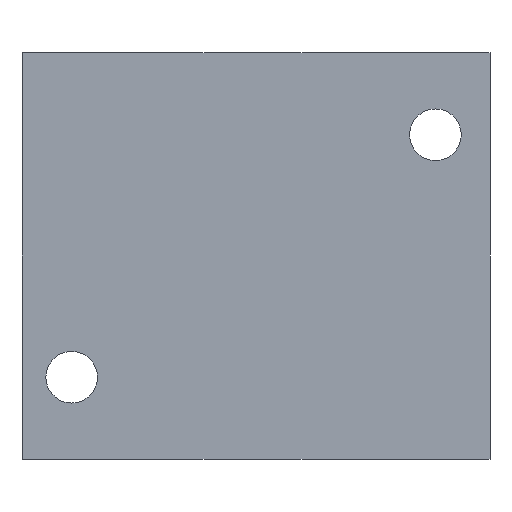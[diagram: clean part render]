
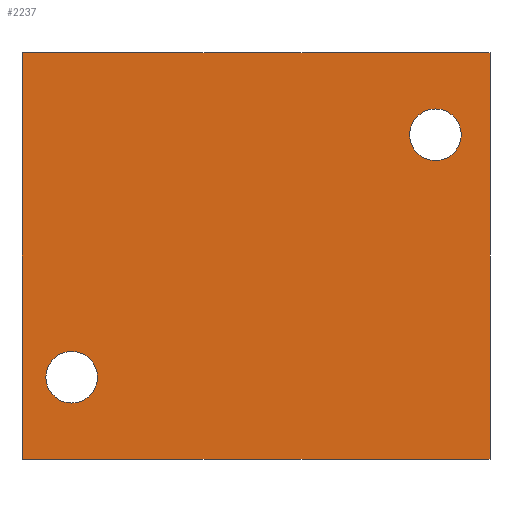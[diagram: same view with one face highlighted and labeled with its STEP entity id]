
A CAD part, front view. The second image highlights one B-rep face of the part: STEP entity #2237.
In plain terms, the highlighted planar face has unit normal (0, -1, 0).
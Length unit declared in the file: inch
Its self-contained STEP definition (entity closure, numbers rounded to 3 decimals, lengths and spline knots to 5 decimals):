
#3 = LINE ( 'NONE', #2921, #4927 ) ;
#11 = DIRECTION ( 'NONE',  ( 0., 0., -1. ) ) ;
#38 = ORIENTED_EDGE ( 'NONE', *, *, #2050, .F. ) ;
#111 = CARTESIAN_POINT ( 'NONE',  ( -1.1811, -1.1811, -0.9549 ) ) ;
#160 = CIRCLE ( 'NONE', #3039, 0.1675 ) ;
#167 = EDGE_CURVE ( 'NONE', #3535, #2308, #160, .T. ) ;
#180 = EDGE_CURVE ( 'NONE', #5179, #1489, #3965, .T. ) ;
#226 = CARTESIAN_POINT ( 'NONE',  ( 1.5354, -1.1811, 1.319 ) ) ;
#233 = EDGE_CURVE ( 'NONE', #1653, #2776, #3, .T. ) ;
#321 = CARTESIAN_POINT ( 'NONE',  ( 0., -1.1811, 1.319 ) ) ;
#397 = ORIENTED_EDGE ( 'NONE', *, *, #180, .T. ) ;
#812 = CARTESIAN_POINT ( 'NONE',  ( 1.1811, -1.1811, 0.9549 ) ) ;
#927 = AXIS2_PLACEMENT_3D ( 'NONE', #4358, #4324, #1064 ) ;
#1028 = DIRECTION ( 'NONE',  ( 0., 0., 1. ) ) ;
#1064 = DIRECTION ( 'NONE',  ( 0., 0., 1. ) ) ;
#1075 = FACE_BOUND ( 'NONE', #4969, .T. ) ;
#1078 = EDGE_CURVE ( 'NONE', #4534, #4356, #3234, .T. ) ;
#1110 = ORIENTED_EDGE ( 'NONE', *, *, #233, .F. ) ;
#1117 = DIRECTION ( 'NONE',  ( 0., 1., 0. ) ) ;
#1202 = DIRECTION ( 'NONE',  ( -1., 0., 0. ) ) ;
#1432 = CARTESIAN_POINT ( 'NONE',  ( -1.1811, -1.1811, -0.6199 ) ) ;
#1489 = VERTEX_POINT ( 'NONE', #3110 ) ;
#1605 = VECTOR ( 'NONE', #2112, 39.37008 ) ;
#1653 = VERTEX_POINT ( 'NONE', #4401 ) ;
#1816 = CARTESIAN_POINT ( 'NONE',  ( -1.5035, -1.1811, -1.319 ) ) ;
#1895 = CARTESIAN_POINT ( 'NONE',  ( 0., -1.1811, 1.319 ) ) ;
#1909 = EDGE_CURVE ( 'NONE', #1653, #5179, #3258, .T. ) ;
#1918 = EDGE_CURVE ( 'NONE', #4356, #4534, #4166, .T. ) ;
#1920 = FACE_OUTER_BOUND ( 'NONE', #2373, .T. ) ;
#1927 = DIRECTION ( 'NONE',  ( -1., 0., 0. ) ) ;
#2050 = EDGE_CURVE ( 'NONE', #2776, #1489, #3046, .T. ) ;
#2112 = DIRECTION ( 'NONE',  ( 0., 0., 1. ) ) ;
#2237 = ADVANCED_FACE ( 'NONE', ( #1075, #4019, #1920 ), #2698, .F. ) ;
#2308 = VERTEX_POINT ( 'NONE', #812 ) ;
#2373 = EDGE_LOOP ( 'NONE', ( #38, #1110, #3886, #397 ) ) ;
#2517 = DIRECTION ( 'NONE',  ( 0., 0., 1. ) ) ;
#2623 = AXIS2_PLACEMENT_3D ( 'NONE', #3757, #3683, #2517 ) ;
#2698 = PLANE ( 'NONE',  #2890 ) ;
#2739 = DIRECTION ( 'NONE',  ( 0., 0., -1. ) ) ;
#2776 = VERTEX_POINT ( 'NONE', #4118 ) ;
#2800 = CARTESIAN_POINT ( 'NONE',  ( 1.1811, -1.1811, 0.7874 ) ) ;
#2890 = AXIS2_PLACEMENT_3D ( 'NONE', #1895, #5226, #5192 ) ;
#2921 = CARTESIAN_POINT ( 'NONE',  ( 0., -1.1811, -1.319 ) ) ;
#3039 = AXIS2_PLACEMENT_3D ( 'NONE', #4779, #1117, #2739 ) ;
#3046 = LINE ( 'NONE', #1816, #4078 ) ;
#3075 = ORIENTED_EDGE ( 'NONE', *, *, #167, .T. ) ;
#3110 = CARTESIAN_POINT ( 'NONE',  ( -1.5035, -1.1811, 1.319 ) ) ;
#3234 = CIRCLE ( 'NONE', #927, 0.1675 ) ;
#3258 = LINE ( 'NONE', #4072, #1605 ) ;
#3453 = ORIENTED_EDGE ( 'NONE', *, *, #3977, .T. ) ;
#3492 = CIRCLE ( 'NONE', #4688, 0.1675 ) ;
#3535 = VERTEX_POINT ( 'NONE', #3751 ) ;
#3683 = DIRECTION ( 'NONE',  ( 0., 1., 0. ) ) ;
#3751 = CARTESIAN_POINT ( 'NONE',  ( 1.1811, -1.1811, 0.6199 ) ) ;
#3757 = CARTESIAN_POINT ( 'NONE',  ( -1.1811, -1.1811, -0.7874 ) ) ;
#3886 = ORIENTED_EDGE ( 'NONE', *, *, #1909, .T. ) ;
#3965 = LINE ( 'NONE', #321, #4588 ) ;
#3977 = EDGE_CURVE ( 'NONE', #2308, #3535, #3492, .T. ) ;
#4019 = FACE_BOUND ( 'NONE', #4162, .T. ) ;
#4033 = ORIENTED_EDGE ( 'NONE', *, *, #1918, .T. ) ;
#4072 = CARTESIAN_POINT ( 'NONE',  ( 1.5354, -1.1811, -1.63561 ) ) ;
#4078 = VECTOR ( 'NONE', #1028, 39.37008 ) ;
#4118 = CARTESIAN_POINT ( 'NONE',  ( -1.5035, -1.1811, -1.319 ) ) ;
#4162 = EDGE_LOOP ( 'NONE', ( #4033, #4197 ) ) ;
#4166 = CIRCLE ( 'NONE', #2623, 0.1675 ) ;
#4197 = ORIENTED_EDGE ( 'NONE', *, *, #1078, .T. ) ;
#4324 = DIRECTION ( 'NONE',  ( 0., 1., 0. ) ) ;
#4356 = VERTEX_POINT ( 'NONE', #1432 ) ;
#4358 = CARTESIAN_POINT ( 'NONE',  ( -1.1811, -1.1811, -0.7874 ) ) ;
#4401 = CARTESIAN_POINT ( 'NONE',  ( 1.5354, -1.1811, -1.319 ) ) ;
#4463 = DIRECTION ( 'NONE',  ( 0., 1., 0. ) ) ;
#4534 = VERTEX_POINT ( 'NONE', #111 ) ;
#4588 = VECTOR ( 'NONE', #1927, 39.37008 ) ;
#4688 = AXIS2_PLACEMENT_3D ( 'NONE', #2800, #4463, #11 ) ;
#4779 = CARTESIAN_POINT ( 'NONE',  ( 1.1811, -1.1811, 0.7874 ) ) ;
#4927 = VECTOR ( 'NONE', #1202, 39.37008 ) ;
#4969 = EDGE_LOOP ( 'NONE', ( #3453, #3075 ) ) ;
#5179 = VERTEX_POINT ( 'NONE', #226 ) ;
#5192 = DIRECTION ( 'NONE',  ( 0., 0., 1. ) ) ;
#5226 = DIRECTION ( 'NONE',  ( 0., 1., 0. ) ) ;
